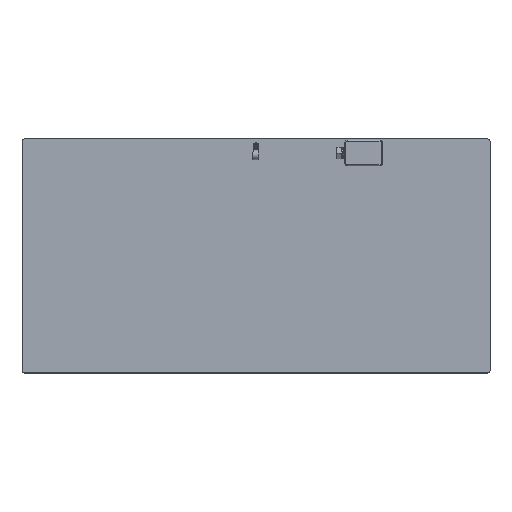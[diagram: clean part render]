
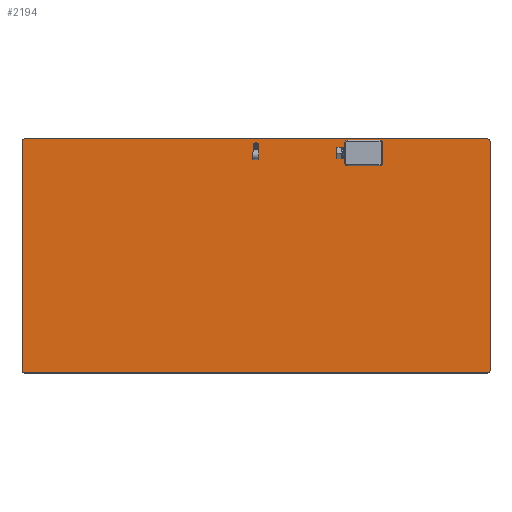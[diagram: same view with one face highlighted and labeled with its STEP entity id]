
A CAD part, top view. The second image highlights one B-rep face of the part: STEP entity #2194.
In plain terms, the highlighted planar face has unit normal (0, 0, 1).
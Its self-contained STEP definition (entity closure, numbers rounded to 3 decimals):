
#2194=ADVANCED_FACE('',(#2848,#2850,#2852,#2854),#2856,.T.);
#2848=FACE_BOUND('',#2849,.T.);
#2849=EDGE_LOOP('',(#5574));
#2850=FACE_BOUND('',#2851,.T.);
#2851=EDGE_LOOP('',(#5575));
#2852=FACE_BOUND('',#2853,.T.);
#2853=EDGE_LOOP('',(#5576));
#2854=FACE_OUTER_BOUND('',#2855,.T.);
#2855=EDGE_LOOP('',(#5577,#5578,#5579,#5580,#5581,#5582,#5583,#5584));
#2856=PLANE('',#2857);
#2857=AXIS2_PLACEMENT_3D('',#2858,#2859,#2860);
#2858=CARTESIAN_POINT('',(0.,0.,6.));
#2859=DIRECTION('',(0.,0.,1.));
#2860=DIRECTION('',(1.,0.,0.));
#5574=ORIENTED_EDGE('',*,*,#7538,.T.);
#5575=ORIENTED_EDGE('',*,*,#7539,.T.);
#5576=ORIENTED_EDGE('',*,*,#7540,.T.);
#5577=ORIENTED_EDGE('',*,*,#7541,.F.);
#5578=ORIENTED_EDGE('',*,*,#7542,.T.);
#5579=ORIENTED_EDGE('',*,*,#7543,.F.);
#5580=ORIENTED_EDGE('',*,*,#7544,.T.);
#5581=ORIENTED_EDGE('',*,*,#7545,.F.);
#5582=ORIENTED_EDGE('',*,*,#7546,.T.);
#5583=ORIENTED_EDGE('',*,*,#7547,.F.);
#5584=ORIENTED_EDGE('',*,*,#7548,.T.);
#7538=EDGE_CURVE('',#8461,#8461,#8462,.F.);
#7539=EDGE_CURVE('',#8463,#8463,#8464,.F.);
#7540=EDGE_CURVE('',#8465,#8465,#8466,.F.);
#7541=EDGE_CURVE('',#8467,#8468,#8469,.T.);
#7542=EDGE_CURVE('',#8467,#8470,#8471,.T.);
#7543=EDGE_CURVE('',#8472,#8470,#8473,.T.);
#7544=EDGE_CURVE('',#8472,#8474,#8475,.T.);
#7545=EDGE_CURVE('',#8476,#8474,#8477,.T.);
#7546=EDGE_CURVE('',#8476,#8478,#8479,.T.);
#7547=EDGE_CURVE('',#8480,#8478,#8481,.T.);
#7548=EDGE_CURVE('',#8480,#8468,#8482,.T.);
#8461=VERTEX_POINT('',#9981);
#8462=CIRCLE('',#9982,2.65);
#8463=VERTEX_POINT('',#9986);
#8464=CIRCLE('',#9987,2.65);
#8465=VERTEX_POINT('',#9991);
#8466=CIRCLE('',#9992,3.2);
#8467=VERTEX_POINT('',#9996);
#8468=VERTEX_POINT('',#9997);
#8469=CIRCLE('',#9998,5.);
#8470=VERTEX_POINT('',#10002);
#8471=LINE('',#10003,#10004);
#8472=VERTEX_POINT('',#10006);
#8473=CIRCLE('',#10007,5.);
#8474=VERTEX_POINT('',#10011);
#8475=LINE('',#10012,#10013);
#8476=VERTEX_POINT('',#10015);
#8477=CIRCLE('',#10016,5.);
#8478=VERTEX_POINT('',#10020);
#8479=LINE('',#10021,#10022);
#8480=VERTEX_POINT('',#10024);
#8481=CIRCLE('',#10025,5.);
#8482=LINE('',#10029,#10030);
#9981=CARTESIAN_POINT('',(197.35,205.,6.));
#9982=AXIS2_PLACEMENT_3D('',#9983,#9984,#9985);
#9983=CARTESIAN_POINT('',(200.,205.,6.));
#9984=DIRECTION('',(0.,0.,1.));
#9985=DIRECTION('',(-1.,0.,0.));
#9986=CARTESIAN_POINT('',(257.35,235.,6.));
#9987=AXIS2_PLACEMENT_3D('',#9988,#9989,#9990);
#9988=CARTESIAN_POINT('',(260.,235.,6.));
#9989=DIRECTION('',(0.,0.,1.));
#9990=DIRECTION('',(-1.,0.,0.));
#9991=CARTESIAN_POINT('',(-3.2,235.,6.));
#9992=AXIS2_PLACEMENT_3D('',#9993,#9994,#9995);
#9993=CARTESIAN_POINT('',(0.,235.,6.));
#9994=DIRECTION('',(0.,0.,1.));
#9995=DIRECTION('',(-1.,0.,0.));
#9996=CARTESIAN_POINT('',(500.,-245.,6.));
#9997=CARTESIAN_POINT('',(495.,-250.,6.));
#9998=AXIS2_PLACEMENT_3D('',#9999,#10000,#10001);
#9999=CARTESIAN_POINT('',(495.,-245.,6.));
#10000=DIRECTION('',(0.,0.,-1.));
#10001=DIRECTION('',(1.,0.,0.));
#10002=CARTESIAN_POINT('',(500.,245.,6.));
#10003=CARTESIAN_POINT('',(500.,-245.,6.));
#10004=VECTOR('',#10005,1.);
#10005=DIRECTION('',(0.,1.,0.));
#10006=CARTESIAN_POINT('',(495.,250.,6.));
#10007=AXIS2_PLACEMENT_3D('',#10008,#10009,#10010);
#10008=CARTESIAN_POINT('',(495.,245.,6.));
#10009=DIRECTION('',(0.,0.,-1.));
#10010=DIRECTION('',(0.,1.,0.));
#10011=CARTESIAN_POINT('',(-495.,250.,6.));
#10012=CARTESIAN_POINT('',(495.,250.,6.));
#10013=VECTOR('',#10014,1.);
#10014=DIRECTION('',(-1.,0.,0.));
#10015=CARTESIAN_POINT('',(-500.,245.,6.));
#10016=AXIS2_PLACEMENT_3D('',#10017,#10018,#10019);
#10017=CARTESIAN_POINT('',(-495.,245.,6.));
#10018=DIRECTION('',(0.,0.,-1.));
#10019=DIRECTION('',(-1.,0.,0.));
#10020=CARTESIAN_POINT('',(-500.,-245.,6.));
#10021=CARTESIAN_POINT('',(-500.,245.,6.));
#10022=VECTOR('',#10023,1.);
#10023=DIRECTION('',(0.,-1.,0.));
#10024=CARTESIAN_POINT('',(-495.,-250.,6.));
#10025=AXIS2_PLACEMENT_3D('',#10026,#10027,#10028);
#10026=CARTESIAN_POINT('',(-495.,-245.,6.));
#10027=DIRECTION('',(0.,0.,-1.));
#10028=DIRECTION('',(0.,-1.,0.));
#10029=CARTESIAN_POINT('',(-495.,-250.,6.));
#10030=VECTOR('',#10031,1.);
#10031=DIRECTION('',(1.,0.,0.));
